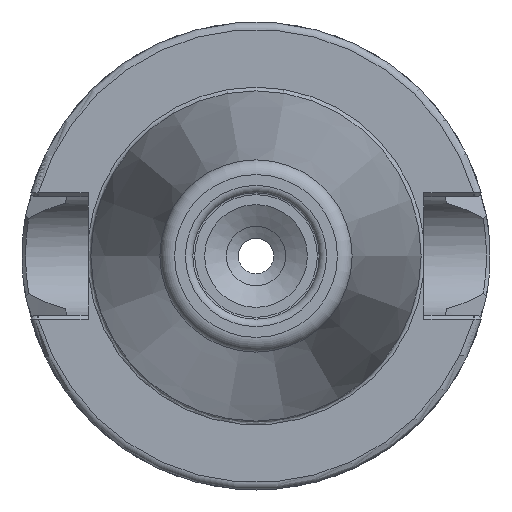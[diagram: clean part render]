
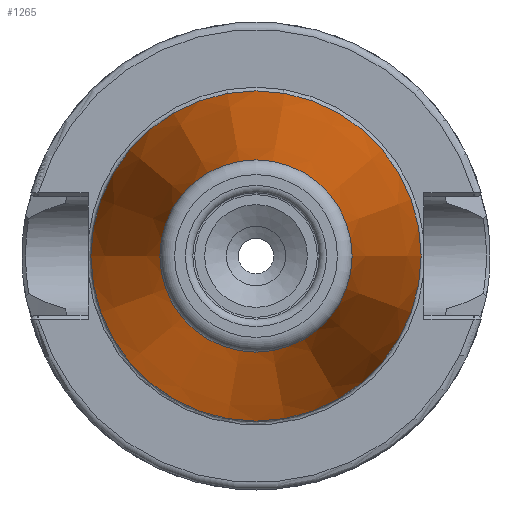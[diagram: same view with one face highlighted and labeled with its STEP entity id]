
A CAD part, left-side view. The second image highlights one B-rep face of the part: STEP entity #1265.
In plain terms, the highlighted conical face has half-angle 8.297 degrees and reference radius 17.581 mm.
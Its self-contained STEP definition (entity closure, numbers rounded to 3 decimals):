
#127=LINE('',#2782,#188);
#188=VECTOR('',#1685,17.581);
#259=FACE_OUTER_BOUND('',#327,.T.);
#327=EDGE_LOOP('',(#1094,#1095,#1096,#1097,#1098,#1099,#1100));
#393=CIRCLE('',#1386,12.937);
#394=CIRCLE('',#1387,12.937);
#395=CIRCLE('',#1388,12.937);
#397=CIRCLE('',#1391,22.225);
#398=CIRCLE('',#1392,22.225);
#577=VERTEX_POINT('',#2770);
#578=VERTEX_POINT('',#2771);
#579=VERTEX_POINT('',#2773);
#580=VERTEX_POINT('',#2778);
#581=VERTEX_POINT('',#2779);
#761=EDGE_CURVE('',#577,#578,#393,.T.);
#762=EDGE_CURVE('',#579,#577,#394,.T.);
#763=EDGE_CURVE('',#578,#579,#395,.T.);
#765=EDGE_CURVE('',#580,#581,#397,.T.);
#766=EDGE_CURVE('',#581,#580,#398,.T.);
#767=EDGE_CURVE('',#581,#579,#127,.T.);
#1094=ORIENTED_EDGE('',*,*,#765,.F.);
#1095=ORIENTED_EDGE('',*,*,#766,.F.);
#1096=ORIENTED_EDGE('',*,*,#767,.T.);
#1097=ORIENTED_EDGE('',*,*,#762,.T.);
#1098=ORIENTED_EDGE('',*,*,#761,.T.);
#1099=ORIENTED_EDGE('',*,*,#763,.T.);
#1100=ORIENTED_EDGE('',*,*,#767,.F.);
#1211=CONICAL_SURFACE('',#1390,17.581,0.145);
#1265=ADVANCED_FACE('',(#259),#1211,.T.);
#1386=AXIS2_PLACEMENT_3D('',#2772,#1671,#1672);
#1387=AXIS2_PLACEMENT_3D('',#2774,#1673,#1674);
#1388=AXIS2_PLACEMENT_3D('',#2775,#1675,#1676);
#1390=AXIS2_PLACEMENT_3D('',#2777,#1679,#1680);
#1391=AXIS2_PLACEMENT_3D('',#2780,#1681,#1682);
#1392=AXIS2_PLACEMENT_3D('',#2781,#1683,#1684);
#1671=DIRECTION('center_axis',(1.,0.,0.));
#1672=DIRECTION('ref_axis',(0.,0.,-1.));
#1673=DIRECTION('center_axis',(1.,0.,0.));
#1674=DIRECTION('ref_axis',(0.,0.,-1.));
#1675=DIRECTION('center_axis',(1.,0.,0.));
#1676=DIRECTION('ref_axis',(0.,0.,-1.));
#1679=DIRECTION('center_axis',(1.,0.,0.));
#1680=DIRECTION('ref_axis',(0.,1.,0.));
#1681=DIRECTION('center_axis',(1.,0.,0.));
#1682=DIRECTION('ref_axis',(0.,0.,-1.));
#1683=DIRECTION('center_axis',(1.,0.,0.));
#1684=DIRECTION('ref_axis',(0.,0.,-1.));
#1685=DIRECTION('',(-0.99,0.144,0.));
#2770=CARTESIAN_POINT('',(-63.689,12.937,0.));
#2771=CARTESIAN_POINT('',(-63.689,0.,12.937));
#2772=CARTESIAN_POINT('Origin',(-63.689,0.,
0.));
#2773=CARTESIAN_POINT('',(-63.689,-12.937,0.));
#2774=CARTESIAN_POINT('Origin',(-63.689,0.,
0.));
#2775=CARTESIAN_POINT('Origin',(-63.689,0.,
0.));
#2777=CARTESIAN_POINT('Origin',(-31.844,0.,
0.));
#2778=CARTESIAN_POINT('',(0.,22.225,0.));
#2779=CARTESIAN_POINT('',(0.,-22.225,0.));
#2780=CARTESIAN_POINT('Origin',(0.,0.,
0.));
#2781=CARTESIAN_POINT('Origin',(0.,0.,
0.));
#2782=CARTESIAN_POINT('',(-31.844,-17.581,0.));
